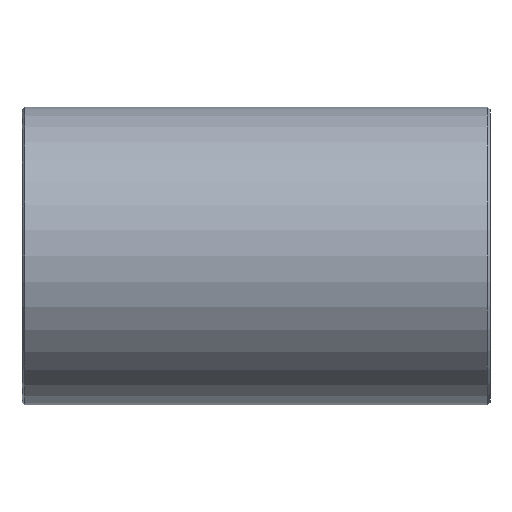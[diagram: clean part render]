
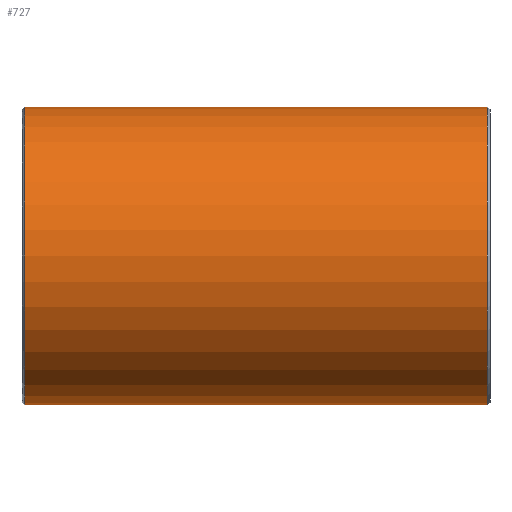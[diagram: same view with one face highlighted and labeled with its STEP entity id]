
A CAD part, front view. The second image highlights one B-rep face of the part: STEP entity #727.
In plain terms, the highlighted cylindrical face has radius 177.8 mm (diameter 355.6 mm), a partial arc.
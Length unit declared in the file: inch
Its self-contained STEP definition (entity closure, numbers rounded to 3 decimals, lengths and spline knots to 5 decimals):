
#34 = EDGE_CURVE ( 'NONE', #579, #80, #591, .T. ) ;
#67 = DIRECTION ( 'NONE',  ( -1., 0., 0. ) ) ;
#80 = VERTEX_POINT ( 'NONE', #836 ) ;
#84 = EDGE_LOOP ( 'NONE', ( #499, #649, #247, #653 ) ) ;
#142 = CARTESIAN_POINT ( 'NONE',  ( 10.875, 0., 0. ) ) ;
#158 = CIRCLE ( 'NONE', #658, 7. ) ;
#202 = CYLINDRICAL_SURFACE ( 'NONE', #544, 7. ) ;
#210 = CARTESIAN_POINT ( 'NONE',  ( 11., 0., -7. ) ) ;
#218 = EDGE_CURVE ( 'NONE', #80, #776, #835, .T. ) ;
#247 = ORIENTED_EDGE ( 'NONE', *, *, #34, .T. ) ;
#266 = EDGE_CURVE ( 'NONE', #396, #776, #516, .T. ) ;
#291 = DIRECTION ( 'NONE',  ( 0., 0., 1. ) ) ;
#383 = CARTESIAN_POINT ( 'NONE',  ( 10.875, 0., -7. ) ) ;
#396 = VERTEX_POINT ( 'NONE', #383 ) ;
#435 = DIRECTION ( 'NONE',  ( 1., 0., 0. ) ) ;
#437 = CARTESIAN_POINT ( 'NONE',  ( -10.875, 0., -7. ) ) ;
#446 = VECTOR ( 'NONE', #749, 39.37008 ) ;
#450 = CARTESIAN_POINT ( 'NONE',  ( 11., 0., 7. ) ) ;
#452 = DIRECTION ( 'NONE',  ( -1., 0., 0. ) ) ;
#493 = AXIS2_PLACEMENT_3D ( 'NONE', #897, #435, #520 ) ;
#499 = ORIENTED_EDGE ( 'NONE', *, *, #266, .F. ) ;
#506 = CARTESIAN_POINT ( 'NONE',  ( 11., 0., 0. ) ) ;
#516 = LINE ( 'NONE', #210, #609 ) ;
#520 = DIRECTION ( 'NONE',  ( 0., 0., 1. ) ) ;
#544 = AXIS2_PLACEMENT_3D ( 'NONE', #506, #452, #291 ) ;
#572 = CARTESIAN_POINT ( 'NONE',  ( 10.875, 0., 7. ) ) ;
#579 = VERTEX_POINT ( 'NONE', #572 ) ;
#585 = FACE_OUTER_BOUND ( 'NONE', #84, .T. ) ;
#591 = LINE ( 'NONE', #450, #446 ) ;
#609 = VECTOR ( 'NONE', #826, 39.37008 ) ;
#649 = ORIENTED_EDGE ( 'NONE', *, *, #744, .T. ) ;
#653 = ORIENTED_EDGE ( 'NONE', *, *, #218, .T. ) ;
#658 = AXIS2_PLACEMENT_3D ( 'NONE', #142, #67, #747 ) ;
#727 = ADVANCED_FACE ( 'NONE', ( #585 ), #202, .T. ) ;
#744 = EDGE_CURVE ( 'NONE', #396, #579, #158, .T. ) ;
#747 = DIRECTION ( 'NONE',  ( 0., 0., -1. ) ) ;
#749 = DIRECTION ( 'NONE',  ( -1., 0., 0. ) ) ;
#776 = VERTEX_POINT ( 'NONE', #437 ) ;
#826 = DIRECTION ( 'NONE',  ( -1., 0., 0. ) ) ;
#835 = CIRCLE ( 'NONE', #493, 7. ) ;
#836 = CARTESIAN_POINT ( 'NONE',  ( -10.875, 0., 7. ) ) ;
#897 = CARTESIAN_POINT ( 'NONE',  ( -10.875, 0., 0. ) ) ;
